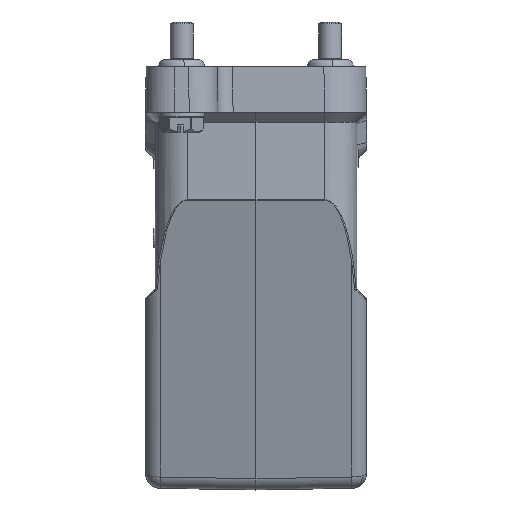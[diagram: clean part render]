
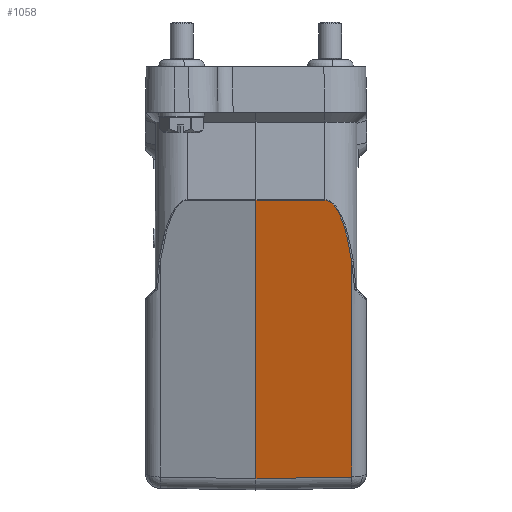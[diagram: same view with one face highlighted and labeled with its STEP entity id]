
A CAD part, left-side view. The second image highlights one B-rep face of the part: STEP entity #1058.
In plain terms, the highlighted planar face has unit normal (-0.966, -0.018, -0.259).
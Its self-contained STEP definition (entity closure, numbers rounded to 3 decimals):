
#524=FACE_OUTER_BOUND('',#2161,.T.);
#1058=ADVANCED_FACE('NONE',(#524),#1540,.F.);
#1540=PLANE('',#9408);
#2161=EDGE_LOOP('',(#4622,#4623,#4624,#4625,#4626));
#2778=LINE('',#13231,#3474);
#2818=LINE('',#13957,#3514);
#2819=LINE('',#13998,#3515);
#2820=LINE('',#14021,#3516);
#3474=VECTOR('',#10456,1.);
#3514=VECTOR('',#10574,1.);
#3515=VECTOR('',#10577,1.);
#3516=VECTOR('',#10578,1.);
#4622=ORIENTED_EDGE('',*,*,#7941,.T.);
#4623=ORIENTED_EDGE('',*,*,#7836,.F.);
#4624=ORIENTED_EDGE('',*,*,#7937,.F.);
#4625=ORIENTED_EDGE('',*,*,#7942,.F.);
#4626=ORIENTED_EDGE('',*,*,#7943,.F.);
#6942=VERTEX_POINT('',#13223);
#6943=VERTEX_POINT('',#13232);
#7006=VERTEX_POINT('',#13956);
#7008=VERTEX_POINT('',#13999);
#7009=VERTEX_POINT('',#14020);
#7836=EDGE_CURVE('NONE',#6942,#6943,#2778,.T.);
#7937=EDGE_CURVE('NONE',#7006,#6942,#2818,.T.);
#7941=EDGE_CURVE('NONE',#7008,#6943,#2819,.T.);
#7942=EDGE_CURVE('NONE',#7009,#7006,#8980,.T.);
#7943=EDGE_CURVE('NONE',#7008,#7009,#2820,.T.);
#8980=B_SPLINE_CURVE_WITH_KNOTS('',3,(#14000,#14001,#14002,#14003,#14004,
#14005,#14006,#14007,#14008,#14009,#14010,#14011,#14012,#14013,#14014,#14015,
#14016,#14017,#14018,#14019),.UNSPECIFIED.,.F.,.F.,(4,2,2,2,2,2,2,2,2,4),
(0.,0.031,0.063,0.125,0.188,0.25,0.375,0.5,0.75,
1.),.UNSPECIFIED.);
#9408=AXIS2_PLACEMENT_3D('',#14022,#10579,#10580);
#10456=DIRECTION('',(-0.013,1.,-0.017));
#10574=DIRECTION('',(0.259,0.,-0.966));
#10577=DIRECTION('',(0.259,0.,-0.966));
#10578=DIRECTION('',(0.017,-1.,0.002));
#10579=DIRECTION('',(0.966,0.017,0.259));
#10580=DIRECTION('',(0.259,0.,-0.966));
#13223=CARTESIAN_POINT('',(-55.094,-25.07,-95.598));
#13231=CARTESIAN_POINT('',(-55.094,-25.07,-95.598));
#13232=CARTESIAN_POINT('',(-55.43,0.,-96.036));
#13956=CARTESIAN_POINT('',(-70.235,-25.07,-39.091));
#13957=CARTESIAN_POINT('',(-54.213,-25.07,-98.887));
#13998=CARTESIAN_POINT('',(-54.636,0.,-99.));
#13999=CARTESIAN_POINT('',(-74.983,0.,-23.064));
#14000=CARTESIAN_POINT('',(-74.668,-18.048,-23.022));
#14001=CARTESIAN_POINT('',(-74.664,-18.244,-23.022));
#14002=CARTESIAN_POINT('',(-74.654,-18.439,-23.048));
#14003=CARTESIAN_POINT('',(-74.62,-18.815,-23.149));
#14004=CARTESIAN_POINT('',(-74.597,-18.996,-23.223));
#14005=CARTESIAN_POINT('',(-74.515,-19.511,-23.494));
#14006=CARTESIAN_POINT('',(-74.444,-19.815,-23.739));
#14007=CARTESIAN_POINT('',(-74.289,-20.363,-24.281));
#14008=CARTESIAN_POINT('',(-74.204,-20.607,-24.58));
#14009=CARTESIAN_POINT('',(-74.029,-21.054,-25.204));
#14010=CARTESIAN_POINT('',(-73.938,-21.257,-25.531));
#14011=CARTESIAN_POINT('',(-73.659,-21.823,-26.533));
#14012=CARTESIAN_POINT('',(-73.466,-22.142,-27.231));
#14013=CARTESIAN_POINT('',(-73.075,-22.714,-28.653));
#14014=CARTESIAN_POINT('',(-72.876,-22.965,-29.377));
#14015=CARTESIAN_POINT('',(-72.276,-23.647,-31.571));
#14016=CARTESIAN_POINT('',(-71.87,-24.009,-33.061));
#14017=CARTESIAN_POINT('',(-71.055,-24.619,-36.062));
#14018=CARTESIAN_POINT('',(-70.646,-24.866,-37.573));
#14019=CARTESIAN_POINT('',(-70.235,-25.07,-39.091));
#14020=CARTESIAN_POINT('',(-74.668,-18.048,-23.022));
#14021=CARTESIAN_POINT('',(-74.989,0.347,-23.064));
#14022=CARTESIAN_POINT('',(-54.636,0.,-99.));
